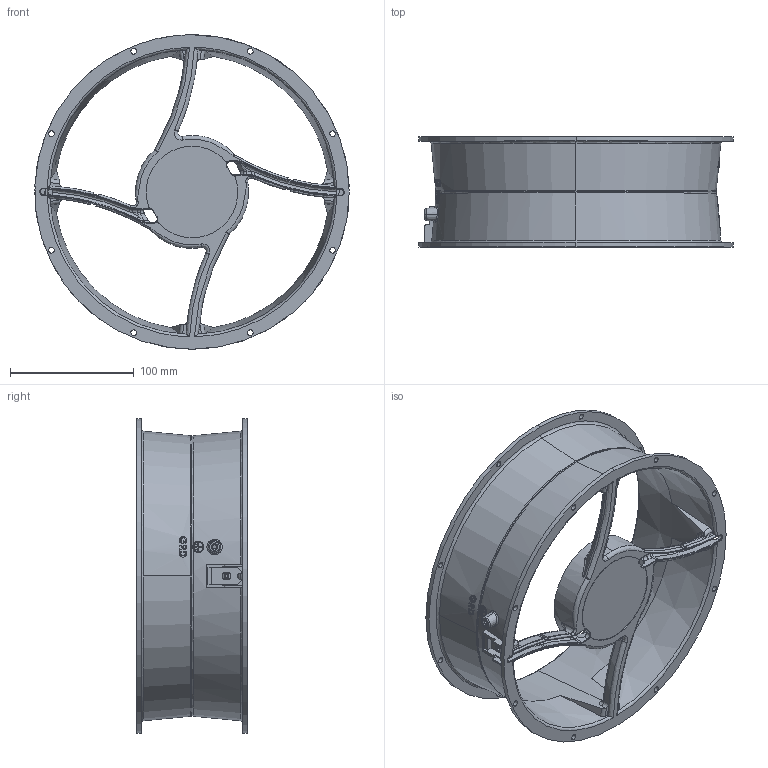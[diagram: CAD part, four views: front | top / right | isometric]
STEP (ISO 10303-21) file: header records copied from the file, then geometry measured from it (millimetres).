
FILE_DESCRIPTION (( 'STEP AP203' ), '1' );
FILE_NAME ('OA254.stp', '2020-05-27T17:15:17', ( '' ), ( '' ), 'SwSTEP 2.0', 'SolidWorks 2018', '' );
FILE_SCHEMA (( 'CONFIG_CONTROL_DESIGN' ));
Length unit declared in the file: millimetre
Products named in the file (1): OA254
Bounding box: 254.04 x 89 x 254.04 mm (x, y, z)
Volume: 288138.8 mm3; surface area: 199355.1 mm2
Topology: 1 solids, 1 shells, 658 faces, 1781 edges, 1135 vertices
Faces by surface type: bspline 291, plane 232, cone 99, cylinder 36
Entity records: 61335 total; most frequent: CARTESIAN_POINT 47460, ORIENTED_EDGE 3538, DIRECTION 1969, EDGE_CURVE 1769, VERTEX_POINT 1135, EDGE_LOOP 732, AXIS2_PLACEMENT_3D 709, ADVANCED_FACE 658
